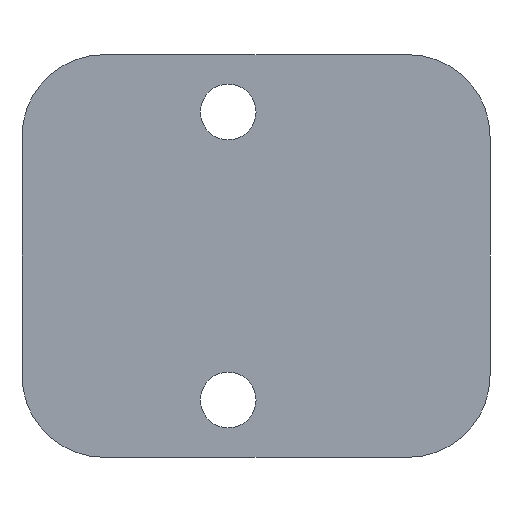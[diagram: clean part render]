
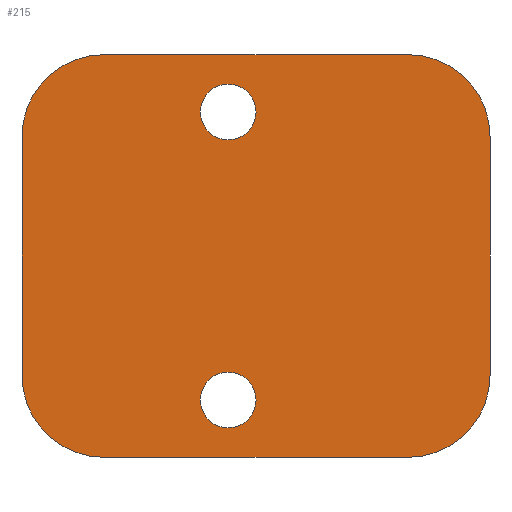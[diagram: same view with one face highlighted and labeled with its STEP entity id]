
A CAD part, front view. The second image highlights one B-rep face of the part: STEP entity #215.
In plain terms, the highlighted planar face has unit normal (0, -1, 0).
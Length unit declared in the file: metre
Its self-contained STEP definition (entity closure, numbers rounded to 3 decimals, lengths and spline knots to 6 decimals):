
#13=CIRCLE('',#238,0.0017);
#15=CIRCLE('',#242,0.0017);
#20=CIRCLE('',#249,0.005);
#21=CIRCLE('',#250,0.005);
#22=CIRCLE('',#251,0.005);
#23=CIRCLE('',#252,0.005);
#60=ORIENTED_EDGE('',*,*,#88,.T.);
#61=ORIENTED_EDGE('',*,*,#110,.T.);
#62=ORIENTED_EDGE('',*,*,#100,.T.);
#63=ORIENTED_EDGE('',*,*,#111,.T.);
#64=ORIENTED_EDGE('',*,*,#94,.F.);
#65=ORIENTED_EDGE('',*,*,#112,.T.);
#66=ORIENTED_EDGE('',*,*,#92,.F.);
#67=ORIENTED_EDGE('',*,*,#113,.T.);
#68=ORIENTED_EDGE('',*,*,#99,.T.);
#69=ORIENTED_EDGE('',*,*,#105,.T.);
#88=EDGE_CURVE('',#117,#116,#136,.T.);
#92=EDGE_CURVE('',#120,#121,#140,.T.);
#94=EDGE_CURVE('',#122,#123,#142,.T.);
#99=EDGE_CURVE('',#127,#127,#13,.T.);
#100=EDGE_CURVE('',#128,#129,#146,.T.);
#105=EDGE_CURVE('',#133,#133,#15,.T.);
#110=EDGE_CURVE('',#116,#128,#20,.F.);
#111=EDGE_CURVE('',#129,#123,#21,.F.);
#112=EDGE_CURVE('',#122,#121,#22,.F.);
#113=EDGE_CURVE('',#120,#117,#23,.F.);
#116=VERTEX_POINT('',#329);
#117=VERTEX_POINT('',#331);
#120=VERTEX_POINT('',#338);
#121=VERTEX_POINT('',#340);
#122=VERTEX_POINT('',#344);
#123=VERTEX_POINT('',#345);
#127=VERTEX_POINT('',#355);
#128=VERTEX_POINT('',#358);
#129=VERTEX_POINT('',#359);
#133=VERTEX_POINT('',#369);
#136=LINE('',#330,#152);
#140=LINE('',#339,#156);
#142=LINE('',#343,#158);
#146=LINE('',#357,#162);
#152=VECTOR('',#263,1.);
#156=VECTOR('',#269,1.);
#158=VECTOR('',#273,1.);
#162=VECTOR('',#285,1.);
#177=EDGE_LOOP('',(#60,#61,#62,#63,#64,#65,#66,#67));
#178=EDGE_LOOP('',(#68));
#179=EDGE_LOOP('',(#69));
#195=FACE_BOUND('',#177,.T.);
#196=FACE_BOUND('',#178,.T.);
#197=FACE_BOUND('',#179,.T.);
#207=PLANE('',#248);
#215=ADVANCED_FACE('',(#195,#196,#197),#207,.F.);
#238=AXIS2_PLACEMENT_3D('',#354,#281,#282);
#242=AXIS2_PLACEMENT_3D('',#368,#293,#294);
#248=AXIS2_PLACEMENT_3D('',#375,#305,#306);
#249=AXIS2_PLACEMENT_3D('',#376,#307,#308);
#250=AXIS2_PLACEMENT_3D('',#377,#309,#310);
#251=AXIS2_PLACEMENT_3D('',#378,#311,#312);
#252=AXIS2_PLACEMENT_3D('',#379,#313,#314);
#263=DIRECTION('',(0.,0.,-1.));
#269=DIRECTION('',(1.,0.,0.));
#273=DIRECTION('',(0.,0.,-1.));
#281=DIRECTION('',(0.,1.,0.));
#282=DIRECTION('',(0.,0.,1.));
#285=DIRECTION('',(1.,0.,0.));
#293=DIRECTION('',(0.,1.,0.));
#294=DIRECTION('',(0.,0.,1.));
#305=DIRECTION('',(0.,1.,0.));
#306=DIRECTION('',(-1.,0.,0.));
#307=DIRECTION('',(0.,1.,0.));
#308=DIRECTION('',(0.,0.,1.));
#309=DIRECTION('',(0.,1.,0.));
#310=DIRECTION('',(0.,0.,1.));
#311=DIRECTION('',(0.,1.,0.));
#312=DIRECTION('',(0.,0.,1.));
#313=DIRECTION('',(0.,1.,0.));
#314=DIRECTION('',(0.,0.,1.));
#329=CARTESIAN_POINT('',(0.03177,0.1167,0.00855));
#330=CARTESIAN_POINT('',(0.03177,0.1167,0.01585));
#331=CARTESIAN_POINT('',(0.03177,0.1167,0.02315));
#338=CARTESIAN_POINT('',(0.03677,0.1167,0.02815));
#339=CARTESIAN_POINT('',(0.04607,0.1167,0.02815));
#340=CARTESIAN_POINT('',(0.05537,0.1167,0.02815));
#343=CARTESIAN_POINT('',(0.06037,0.1167,0.01585));
#344=CARTESIAN_POINT('',(0.06037,0.1167,0.02315));
#345=CARTESIAN_POINT('',(0.06037,0.1167,0.00855));
#354=CARTESIAN_POINT('',(0.04437,0.1167,0.02465));
#355=CARTESIAN_POINT('',(0.04437,0.1167,0.02635));
#357=CARTESIAN_POINT('',(0.04607,0.1167,0.00355));
#358=CARTESIAN_POINT('',(0.03677,0.1167,0.00355));
#359=CARTESIAN_POINT('',(0.05537,0.1167,0.00355));
#368=CARTESIAN_POINT('',(0.04437,0.1167,0.00705));
#369=CARTESIAN_POINT('',(0.04437,0.1167,0.00875));
#375=CARTESIAN_POINT('',(0.05746,0.1167,0.01585));
#376=CARTESIAN_POINT('',(0.03677,0.1167,0.00855));
#377=CARTESIAN_POINT('',(0.05537,0.1167,0.00855));
#378=CARTESIAN_POINT('',(0.05537,0.1167,0.02315));
#379=CARTESIAN_POINT('',(0.03677,0.1167,0.02315));
